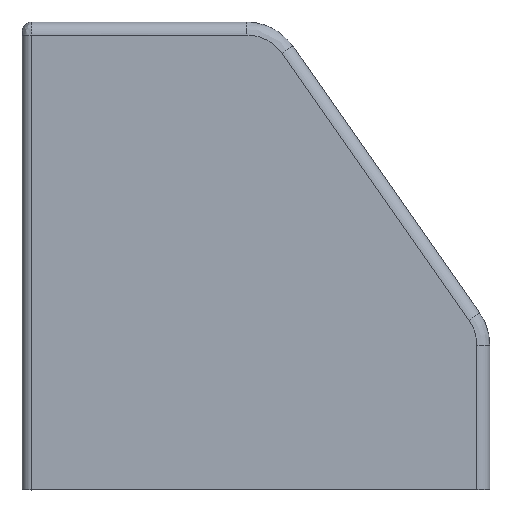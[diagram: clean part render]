
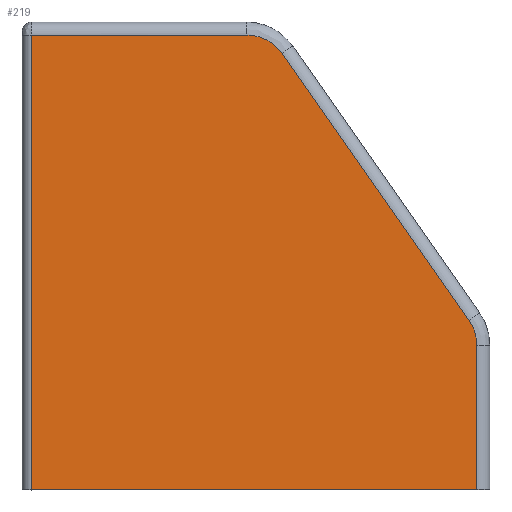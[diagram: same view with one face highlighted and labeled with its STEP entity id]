
A CAD part, top view. The second image highlights one B-rep face of the part: STEP entity #219.
In plain terms, the highlighted face is planar.
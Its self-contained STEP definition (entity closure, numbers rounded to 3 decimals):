
#8 = CARTESIAN_POINT ( 'NONE',  ( 0., -24.312, 9.076 ) ) ;
#113 = CARTESIAN_POINT ( 'NONE',  ( 8.648, -24.169, 9.078 ) ) ;
#186 = VECTOR ( 'NONE', #2136, 1000. ) ;
#210 =( BOUNDED_CURVE ( )  B_SPLINE_CURVE ( 3, ( #444, #773, #3130, #1123 ),
 .UNSPECIFIED., .F., .F. ) 
 B_SPLINE_CURVE_WITH_KNOTS ( ( 4, 4 ),
 ( 0.611, 1.571 ),
 .UNSPECIFIED. ) 
 CURVE ( )  GEOMETRIC_REPRESENTATION_ITEM ( )  RATIONAL_B_SPLINE_CURVE ( ( 1., 0.925, 0.925, 1. ) ) 
 REPRESENTATION_ITEM ( '' )  );
#219 = ADVANCED_FACE ( 'NONE', ( #2794 ), #3936, .T. ) ;
#259 =( BOUNDED_CURVE ( )  B_SPLINE_CURVE ( 3, ( #3754, #1440, #113, #2460 ),
 .UNSPECIFIED., .F., .F. ) 
 B_SPLINE_CURVE_WITH_KNOTS ( ( 4, 4 ),
 ( 0., 0.611 ),
 .UNSPECIFIED. ) 
 CURVE ( )  GEOMETRIC_REPRESENTATION_ITEM ( )  RATIONAL_B_SPLINE_CURVE ( ( 1., 0.969, 0.969, 1. ) ) 
 REPRESENTATION_ITEM ( '' )  );
#345 = EDGE_CURVE ( 'NONE', #4292, #2198, #3156, .T. ) ;
#444 = CARTESIAN_POINT ( 'NONE',  ( 23.319, -13.896, 9.257 ) ) ;
#445 = VECTOR ( 'NONE', #1834, 1000. ) ;
#627 = ORIENTED_EDGE ( 'NONE', *, *, #3038, .T. ) ;
#704 = VECTOR ( 'NONE', #3374, 1000. ) ;
#753 = CARTESIAN_POINT ( 'NONE',  ( 23.319, -13.896, 9.257 ) ) ;
#773 = CARTESIAN_POINT ( 'NONE',  ( 23.946, -13.457, 9.265 ) ) ;
#1067 = DIRECTION ( 'NONE',  ( 1., 0., 0. ) ) ;
#1070 = LINE ( 'NONE', #3444, #186 ) ;
#1123 = CARTESIAN_POINT ( 'NONE',  ( 24.3, -12.012, 9.29 ) ) ;
#1254 = CARTESIAN_POINT ( 'NONE',  ( 0., -0.509, 9.491 ) ) ;
#1272 = ORIENTED_EDGE ( 'NONE', *, *, #3066, .T. ) ;
#1382 = VECTOR ( 'NONE', #2756, 1000. ) ;
#1440 = CARTESIAN_POINT ( 'NONE',  ( 8.194, -24.312, 9.076 ) ) ;
#1566 = VERTEX_POINT ( 'NONE', #753 ) ;
#1596 = ORIENTED_EDGE ( 'NONE', *, *, #3010, .T. ) ;
#1671 = VERTEX_POINT ( 'NONE', #3467 ) ;
#1720 = CARTESIAN_POINT ( 'NONE',  ( 0., -0.509, 9.491 ) ) ;
#1834 = DIRECTION ( 'NONE',  ( 0., 1., 0.017 ) ) ;
#2136 = DIRECTION ( 'NONE',  ( 0.819, 0.574, 0.01 ) ) ;
#2198 = VERTEX_POINT ( 'NONE', #8 ) ;
#2261 = CARTESIAN_POINT ( 'NONE',  ( 9.038, -23.896, 9.083 ) ) ;
#2273 = ORIENTED_EDGE ( 'NONE', *, *, #3849, .T. ) ;
#2286 = VERTEX_POINT ( 'NONE', #2261 ) ;
#2460 = CARTESIAN_POINT ( 'NONE',  ( 9.038, -23.896, 9.083 ) ) ;
#2756 = DIRECTION ( 'NONE',  ( 0., -1., -0.017 ) ) ;
#2794 = FACE_OUTER_BOUND ( 'NONE', #3745, .T. ) ;
#2863 = EDGE_CURVE ( 'NONE', #3100, #4292, #3383, .T. ) ;
#2947 = VERTEX_POINT ( 'NONE', #3416 ) ;
#3010 = EDGE_CURVE ( 'NONE', #2198, #2947, #3073, .T. ) ;
#3038 = EDGE_CURVE ( 'NONE', #2947, #2286, #259, .T. ) ;
#3060 = EDGE_CURVE ( 'NONE', #2286, #1566, #1070, .T. ) ;
#3066 = EDGE_CURVE ( 'NONE', #1566, #1671, #210, .T. ) ;
#3073 = LINE ( 'NONE', #3741, #3938 ) ;
#3086 = CARTESIAN_POINT ( 'NONE',  ( 0., 0., 9.5 ) ) ;
#3100 = VERTEX_POINT ( 'NONE', #3163 ) ;
#3127 = LINE ( 'NONE', #3838, #445 ) ;
#3130 = CARTESIAN_POINT ( 'NONE',  ( 24.3, -12.778, 9.277 ) ) ;
#3156 = LINE ( 'NONE', #3086, #1382 ) ;
#3163 = CARTESIAN_POINT ( 'NONE',  ( 24.3, -0.509, 9.491 ) ) ;
#3286 = DIRECTION ( 'NONE',  ( 0., -1., -0.017 ) ) ;
#3299 = DIRECTION ( 'NONE',  ( 0., -0.017, 1. ) ) ;
#3374 = DIRECTION ( 'NONE',  ( -1., 0., 0. ) ) ;
#3383 = LINE ( 'NONE', #1720, #704 ) ;
#3416 = CARTESIAN_POINT ( 'NONE',  ( 7.719, -24.312, 9.076 ) ) ;
#3444 = CARTESIAN_POINT ( 'NONE',  ( 14.204, -20.279, 9.146 ) ) ;
#3459 = ORIENTED_EDGE ( 'NONE', *, *, #2863, .T. ) ;
#3467 = CARTESIAN_POINT ( 'NONE',  ( 24.3, -12.012, 9.29 ) ) ;
#3612 = CARTESIAN_POINT ( 'NONE',  ( 0., 0., 9.5 ) ) ;
#3692 = ORIENTED_EDGE ( 'NONE', *, *, #345, .T. ) ;
#3741 = CARTESIAN_POINT ( 'NONE',  ( 0., -24.312, 9.076 ) ) ;
#3745 = EDGE_LOOP ( 'NONE', ( #2273, #3459, #3692, #1596, #627, #4020, #1272 ) ) ;
#3754 = CARTESIAN_POINT ( 'NONE',  ( 7.719, -24.312, 9.076 ) ) ;
#3838 = CARTESIAN_POINT ( 'NONE',  ( 24.3, 0., 9.5 ) ) ;
#3849 = EDGE_CURVE ( 'NONE', #1671, #3100, #3127, .T. ) ;
#3890 = AXIS2_PLACEMENT_3D ( 'NONE', #3612, #3299, #3286 ) ;
#3936 = PLANE ( 'NONE',  #3890 ) ;
#3938 = VECTOR ( 'NONE', #1067, 1000. ) ;
#4020 = ORIENTED_EDGE ( 'NONE', *, *, #3060, .T. ) ;
#4292 = VERTEX_POINT ( 'NONE', #1254 ) ;
